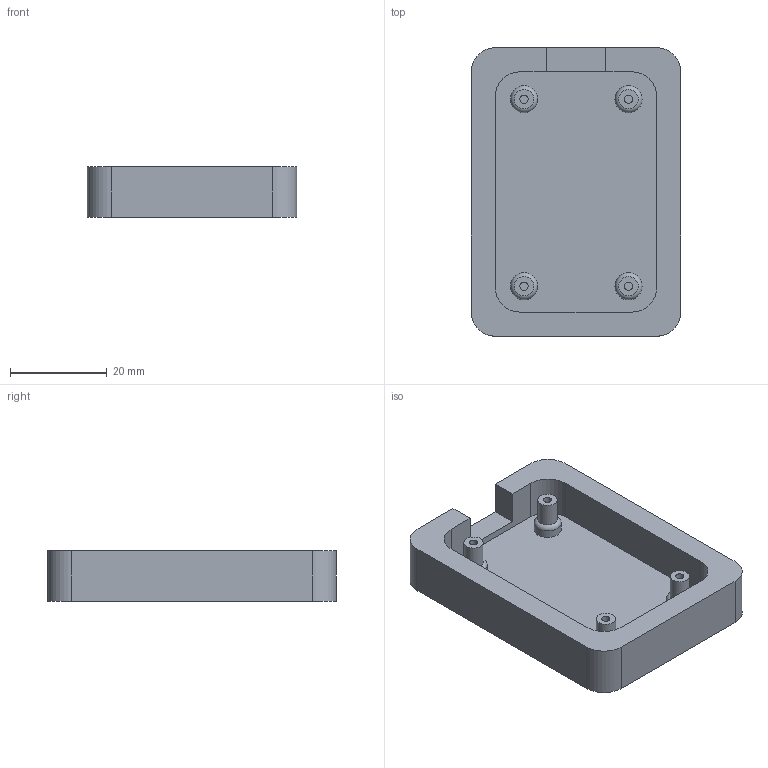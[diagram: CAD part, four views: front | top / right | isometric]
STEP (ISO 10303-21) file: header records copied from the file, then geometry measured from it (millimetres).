
FILE_DESCRIPTION(/* description */ (''),/* implementation_level */ '2;1');
FILE_NAME(/* name */ 'Bottom.step',/* time_stamp */ '2025-06-29T06:30:15+05:00',/* author */ (''),/* organization */ (''),/* preprocessor_version */ 'ST-DEVELOPER v20.1',/* originating_system */ 'Autodesk Translation Framework v14.10.0.0',/* authorisation */ '');
FILE_SCHEMA (('AUTOMOTIVE_DESIGN { 1 0 10303 214 3 1 1 }'));
Length unit declared in the file: millimetre
Products named in the file (1): Bottom
Bounding box: 43.3 x 59.66 x 10.5 mm (x, y, z)
Volume: 12879.8 mm3; surface area: 9221.3 mm2
Topology: 1 solids, 1 shells, 864 faces, 2248 edges, 1496 vertices
Faces by surface type: plane 754, bspline 86, cylinder 20, torus 4
Full cylindrical faces by diameter (mm): 1.7 x4, 4 x4, 5.6 x4
Entity records: 26820 total; most frequent: CARTESIAN_POINT 6071, ORIENTED_EDGE 4496, DIRECTION 3686, EDGE_CURVE 2248, LINE 2024, VECTOR 2024, VERTEX_POINT 1496, EDGE_LOOP 974
